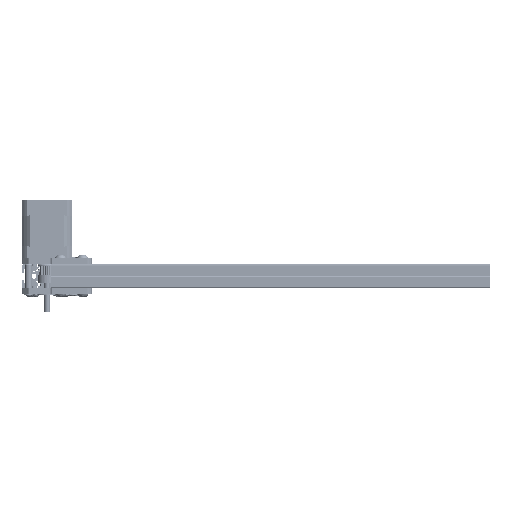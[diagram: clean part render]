
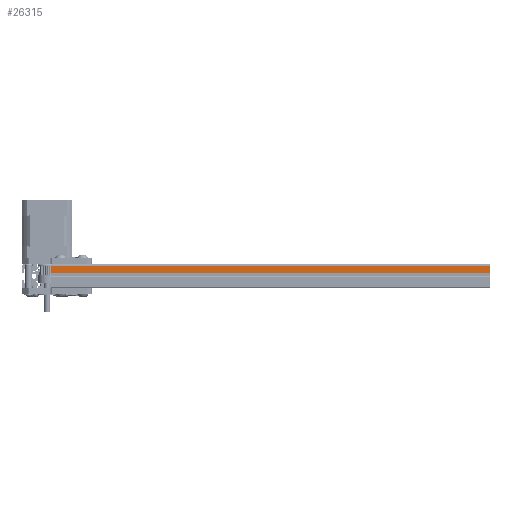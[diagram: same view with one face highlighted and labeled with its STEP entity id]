
A CAD part, left-side view. The second image highlights one B-rep face of the part: STEP entity #26315.
In plain terms, the highlighted face is planar.
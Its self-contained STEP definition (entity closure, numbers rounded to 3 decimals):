
#2172=PLANE('',#29744);
#3593=FACE_OUTER_BOUND('',#5290,.T.);
#5290=EDGE_LOOP('',(#24155,#24156,#24157,#24158));
#7388=LINE('',#48311,#9508);
#7389=LINE('',#48314,#9509);
#7390=LINE('',#48316,#9510);
#7391=LINE('',#48317,#9511);
#9508=VECTOR('',#37938,1000.);
#9509=VECTOR('',#37941,1000.);
#9510=VECTOR('',#37942,10.);
#9511=VECTOR('',#37943,1000.);
#13321=VERTEX_POINT('',#48307);
#13322=VERTEX_POINT('',#48309);
#13323=VERTEX_POINT('',#48313);
#13324=VERTEX_POINT('',#48315);
#16968=EDGE_CURVE('',#13322,#13321,#7388,.T.);
#16969=EDGE_CURVE('',#13321,#13323,#7389,.T.);
#16970=EDGE_CURVE('',#13322,#13324,#7390,.T.);
#16971=EDGE_CURVE('',#13324,#13323,#7391,.T.);
#24155=ORIENTED_EDGE('',*,*,#16969,.F.);
#24156=ORIENTED_EDGE('',*,*,#16968,.F.);
#24157=ORIENTED_EDGE('',*,*,#16970,.T.);
#24158=ORIENTED_EDGE('',*,*,#16971,.T.);
#26315=ADVANCED_FACE('',(#3593),#2172,.T.);
#29744=AXIS2_PLACEMENT_3D('',#48312,#37939,#37940);
#37938=DIRECTION('',(0.,0.,1.));
#37939=DIRECTION('center_axis',(0.,1.,0.));
#37940=DIRECTION('ref_axis',(0.,0.,1.));
#37941=DIRECTION('',(-1.,0.,0.));
#37942=DIRECTION('',(-1.,0.,0.));
#37943=DIRECTION('',(0.,0.,1.));
#48307=CARTESIAN_POINT('',(-3.,10.,20.));
#48309=CARTESIAN_POINT('',(-3.,10.,-350.));
#48311=CARTESIAN_POINT('',(-3.,10.,-200.));
#48312=CARTESIAN_POINT('Origin',(-3.,10.,-200.));
#48313=CARTESIAN_POINT('',(-9.,10.,20.));
#48314=CARTESIAN_POINT('',(-3.,10.,20.));
#48315=CARTESIAN_POINT('',(-9.,10.,-350.));
#48316=CARTESIAN_POINT('',(-6.,10.,-350.));
#48317=CARTESIAN_POINT('',(-9.,10.,-200.));
